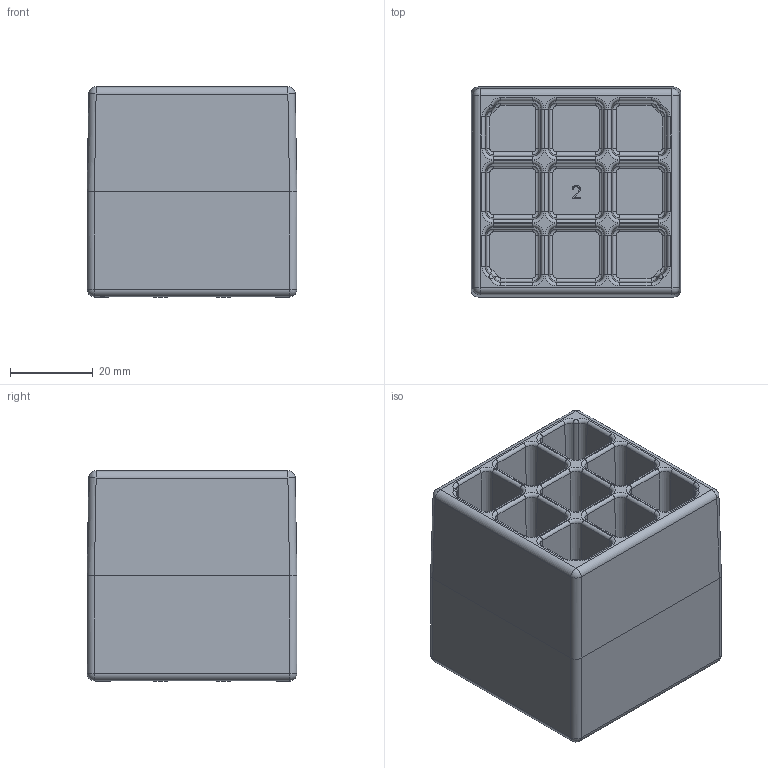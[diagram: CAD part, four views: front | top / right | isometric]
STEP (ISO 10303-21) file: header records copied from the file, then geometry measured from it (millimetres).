
FILE_DESCRIPTION (( 'STEP AP214' ), '1' );
FILE_NAME ('am-4508 FTC 2in. Cube.STEP', '2021-05-20T15:30:30', ( '' ), ( '' ), 'SwSTEP 2.0', 'SolidWorks 2019', '' );
FILE_SCHEMA (( 'AUTOMOTIVE_DESIGN' ));
Length unit declared in the file: inch
Products named in the file (1): am-4508 FTC 2in. Cube
Bounding box: 50.8 x 50.8 x 50.93 mm (x, y, z)
Volume: 62560.6 mm3; surface area: 34325.8 mm2
Topology: 1 solids, 1 shells, 636 faces, 1493 edges, 869 vertices
Faces by surface type: cylinder 191, torus 176, plane 160, cone 88, bspline 13, sphere 8
Entity records: 18792 total; most frequent: CARTESIAN_POINT 3770, DIRECTION 3504, ORIENTED_EDGE 2978, EDGE_CURVE 1489, AXIS2_PLACEMENT_3D 1423, VERTEX_POINT 869, CIRCLE 799, LINE 658
